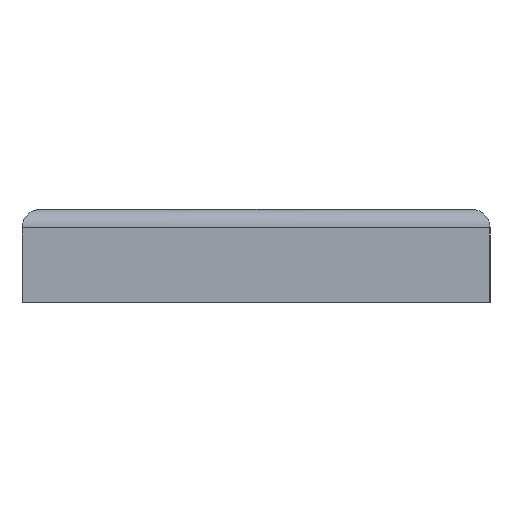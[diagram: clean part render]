
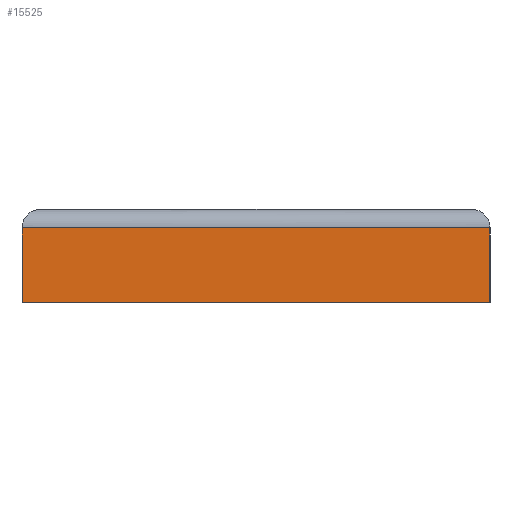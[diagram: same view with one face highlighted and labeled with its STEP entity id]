
A CAD part, left-side view. The second image highlights one B-rep face of the part: STEP entity #15525.
In plain terms, the highlighted planar face has unit normal (-1, 0, 0).
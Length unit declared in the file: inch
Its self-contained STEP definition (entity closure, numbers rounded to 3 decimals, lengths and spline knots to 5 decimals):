
#467 = VECTOR ( 'NONE', #10921, 39.37008 ) ;
#1099 = FACE_OUTER_BOUND ( 'NONE', #8506, .T. ) ;
#2605 = DIRECTION ( 'NONE',  ( 0., 0., -1. ) ) ;
#2918 = LINE ( 'NONE', #4465, #15219 ) ;
#3963 = DIRECTION ( 'NONE',  ( 0., 0., -1. ) ) ;
#4050 = CARTESIAN_POINT ( 'NONE',  ( -4.25, 0.625, 0.25 ) ) ;
#4465 = CARTESIAN_POINT ( 'NONE',  ( -4.25, -0.625, 0.2 ) ) ;
#5427 = ORIENTED_EDGE ( 'NONE', *, *, #18404, .T. ) ;
#5511 = DIRECTION ( 'NONE',  ( 1., 0., 0. ) ) ;
#6639 = EDGE_CURVE ( 'NONE', #6988, #12840, #13581, .T. ) ;
#6988 = VERTEX_POINT ( 'NONE', #16494 ) ;
#7349 = CARTESIAN_POINT ( 'NONE',  ( -4.25, -0.625, 0.25 ) ) ;
#7477 = ORIENTED_EDGE ( 'NONE', *, *, #6639, .T. ) ;
#7753 = LINE ( 'NONE', #10815, #467 ) ;
#8506 = EDGE_LOOP ( 'NONE', ( #14316, #5427, #7477, #15763 ) ) ;
#8580 = VERTEX_POINT ( 'NONE', #12826 ) ;
#8675 = EDGE_CURVE ( 'NONE', #13255, #8580, #15903, .T. ) ;
#9169 = DIRECTION ( 'NONE',  ( 0., 1., 0. ) ) ;
#10548 = EDGE_CURVE ( 'NONE', #12840, #8580, #7753, .T. ) ;
#10558 = VECTOR ( 'NONE', #2605, 39.37008 ) ;
#10815 = CARTESIAN_POINT ( 'NONE',  ( -4.25, -0.625, 0. ) ) ;
#10921 = DIRECTION ( 'NONE',  ( 0., -1., 0. ) ) ;
#11294 = CARTESIAN_POINT ( 'NONE',  ( -4.25, -0.625, 0.25 ) ) ;
#12826 = CARTESIAN_POINT ( 'NONE',  ( -4.25, -0.625, 0. ) ) ;
#12840 = VERTEX_POINT ( 'NONE', #13317 ) ;
#13255 = VERTEX_POINT ( 'NONE', #14495 ) ;
#13317 = CARTESIAN_POINT ( 'NONE',  ( -4.25, 0.625, 0. ) ) ;
#13581 = LINE ( 'NONE', #4050, #10558 ) ;
#14316 = ORIENTED_EDGE ( 'NONE', *, *, #8675, .F. ) ;
#14495 = CARTESIAN_POINT ( 'NONE',  ( -4.25, -0.625, 0.2 ) ) ;
#14939 = PLANE ( 'NONE',  #15235 ) ;
#15219 = VECTOR ( 'NONE', #9169, 39.37008 ) ;
#15235 = AXIS2_PLACEMENT_3D ( 'NONE', #7349, #5511, #3963 ) ;
#15525 = ADVANCED_FACE ( 'NONE', ( #1099 ), #14939, .F. ) ;
#15763 = ORIENTED_EDGE ( 'NONE', *, *, #10548, .T. ) ;
#15801 = DIRECTION ( 'NONE',  ( 0., 0., -1. ) ) ;
#15903 = LINE ( 'NONE', #11294, #18733 ) ;
#16494 = CARTESIAN_POINT ( 'NONE',  ( -4.25, 0.625, 0.2 ) ) ;
#18404 = EDGE_CURVE ( 'NONE', #13255, #6988, #2918, .T. ) ;
#18733 = VECTOR ( 'NONE', #15801, 39.37008 ) ;
